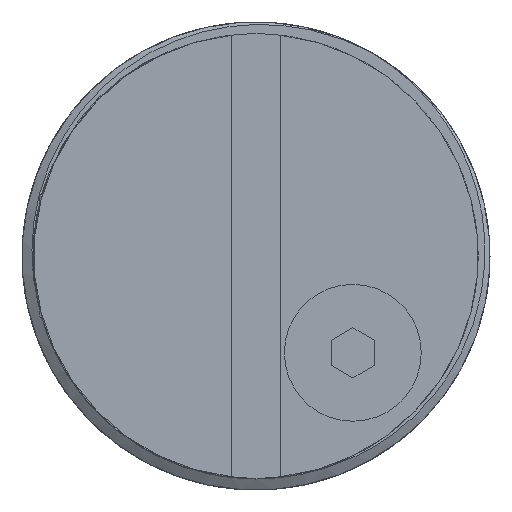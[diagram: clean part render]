
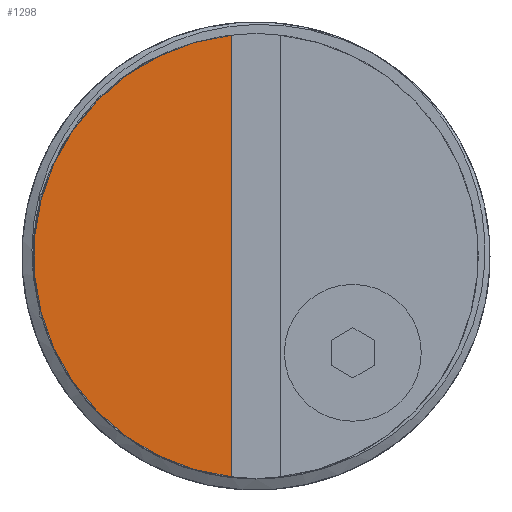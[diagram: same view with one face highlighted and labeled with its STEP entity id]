
A CAD part, left-side view. The second image highlights one B-rep face of the part: STEP entity #1298.
In plain terms, the highlighted planar face has unit normal (-1, 0, 0).
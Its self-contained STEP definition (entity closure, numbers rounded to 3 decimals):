
#31=PLANE('',#1428);
#115=FACE_OUTER_BOUND('',#193,.T.);
#193=EDGE_LOOP('',(#1142,#1143));
#221=CIRCLE('',#1377,17.85);
#380=LINE('',#6842,#464);
#464=VECTOR('',#1702,1000.);
#563=VERTEX_POINT('',#4083);
#564=VERTEX_POINT('',#4085);
#729=EDGE_CURVE('',#564,#563,#221,.T.);
#792=EDGE_CURVE('',#563,#564,#380,.T.);
#1142=ORIENTED_EDGE('',*,*,#792,.T.);
#1143=ORIENTED_EDGE('',*,*,#729,.T.);
#1298=ADVANCED_FACE('',(#115),#31,.T.);
#1377=AXIS2_PLACEMENT_3D('',#4086,#1571,#1572);
#1428=AXIS2_PLACEMENT_3D('',#6841,#1700,#1701);
#1571=DIRECTION('center_axis',(-1.,0.,0.));
#1572=DIRECTION('ref_axis',(0.,0.,1.));
#1700=DIRECTION('center_axis',(-1.,0.,0.));
#1701=DIRECTION('ref_axis',(0.,0.,1.));
#1702=DIRECTION('',(0.,0.,1.));
#4083=CARTESIAN_POINT('',(-86.5,2.,-17.738));
#4085=CARTESIAN_POINT('',(-86.5,2.,17.738));
#4086=CARTESIAN_POINT('Origin',(-86.5,0.,0.));
#6841=CARTESIAN_POINT('Origin',(-86.5,0.,0.));
#6842=CARTESIAN_POINT('',(-86.5,2.,-18.8));
